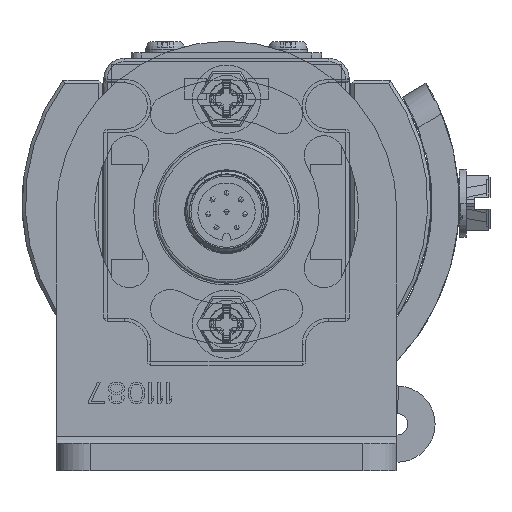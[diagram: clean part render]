
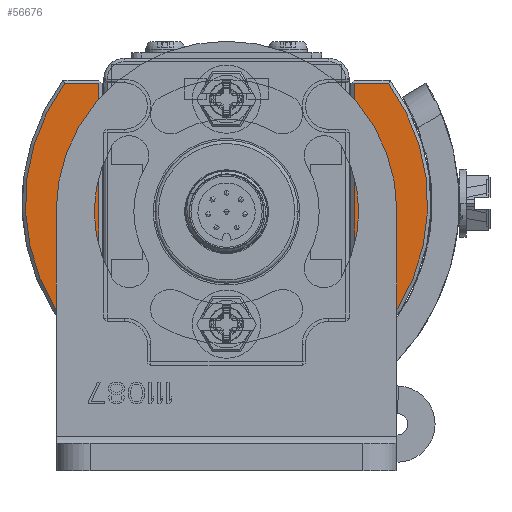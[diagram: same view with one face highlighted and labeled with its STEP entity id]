
A CAD part, front view. The second image highlights one B-rep face of the part: STEP entity #56676.
In plain terms, the highlighted face is planar.
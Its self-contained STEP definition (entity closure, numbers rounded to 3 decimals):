
#55661=DIRECTION('',(1.,0.,0.));
#55662=VECTOR('',#55661,37.);
#55663=CARTESIAN_POINT('',(-19.5,-18.75,-10.));
#55664=LINE('',#55663,#55662);
#55681=DIRECTION('',(0.,-1.,0.));
#55682=VECTOR('',#55681,4.999);
#55683=CARTESIAN_POINT('',(17.5,-18.75,-10.));
#55684=LINE('',#55683,#55682);
#55699=CARTESIAN_POINT('',(0.,0.,-10.));
#55700=DIRECTION('',(0.,0.,-1.));
#55701=DIRECTION('',(0.593,-0.805,0.));
#55702=AXIS2_PLACEMENT_3D('',#55699,#55700,#55701);
#56322=CARTESIAN_POINT('',(-19.5,15.25,-10.));
#56323=DIRECTION('',(0.,0.,1.));
#56324=DIRECTION('',(0.,1.,0.));
#56325=AXIS2_PLACEMENT_3D('',#56322,#56323,#56324);
#56327=DIRECTION('',(-1.,0.,0.));
#56328=VECTOR('',#56327,37.);
#56329=CARTESIAN_POINT('',(17.5,18.75,-10.));
#56330=LINE('',#56329,#56328);
#56343=DIRECTION('',(0.,-1.,0.));
#56344=VECTOR('',#56343,4.999);
#56345=CARTESIAN_POINT('',(17.5,23.749,-10.));
#56346=LINE('',#56345,#56344);
#56360=DIRECTION('',(0.,-1.,0.));
#56361=VECTOR('',#56360,30.5);
#56362=CARTESIAN_POINT('',(-23.,15.25,-10.));
#56363=LINE('',#56362,#56361);
#56381=CARTESIAN_POINT('',(-19.5,-15.25,-10.));
#56382=DIRECTION('',(0.,0.,1.));
#56383=DIRECTION('',(-1.,0.,0.));
#56384=AXIS2_PLACEMENT_3D('',#56381,#56382,#56383);
#56481=CARTESIAN_POINT('',(17.5,-23.749,-10.));
#56482=CARTESIAN_POINT('',(17.5,23.749,-10.));
#56483=VERTEX_POINT('',#56481);
#56484=VERTEX_POINT('',#56482);
#56485=CARTESIAN_POINT('',(17.5,18.75,-10.));
#56486=VERTEX_POINT('',#56485);
#56489=CARTESIAN_POINT('',(17.5,-18.75,-10.));
#56490=VERTEX_POINT('',#56489);
#56637=CARTESIAN_POINT('',(-19.5,18.75,-10.));
#56638=VERTEX_POINT('',#56637);
#56643=CARTESIAN_POINT('',(-23.,15.25,-10.));
#56644=VERTEX_POINT('',#56643);
#56645=CARTESIAN_POINT('',(-23.,-15.25,-10.));
#56646=VERTEX_POINT('',#56645);
#56651=CARTESIAN_POINT('',(-19.5,-18.75,-10.));
#56652=VERTEX_POINT('',#56651);
#56653=CARTESIAN_POINT('',(0.,0.,-10.));
#56654=DIRECTION('',(0.,0.,1.));
#56655=DIRECTION('',(1.,0.,0.));
#56656=AXIS2_PLACEMENT_3D('',#56653,#56654,#56655);
#56657=PLANE('',#56656);
#56659=ORIENTED_EDGE('',*,*,#56658,.F.);
#56661=ORIENTED_EDGE('',*,*,#56660,.F.);
#56663=ORIENTED_EDGE('',*,*,#56662,.F.);
#56665=ORIENTED_EDGE('',*,*,#56664,.F.);
#56667=ORIENTED_EDGE('',*,*,#56666,.F.);
#56669=ORIENTED_EDGE('',*,*,#56668,.F.);
#56671=ORIENTED_EDGE('',*,*,#56670,.F.);
#56673=ORIENTED_EDGE('',*,*,#56672,.F.);
#56674=EDGE_LOOP('',(#56659,#56661,#56663,#56665,#56667,#56669,#56671,#56673));
#56675=FACE_OUTER_BOUND('',#56674,.F.);
#56676=ADVANCED_FACE('',(#56675),#56657,.F.);
#55703=CIRCLE('',#55702,29.5);
#56326=CIRCLE('',#56325,3.5);
#56385=CIRCLE('',#56384,3.5);
#56658=EDGE_CURVE('',#56652,#56490,#55664,.T.);
#56660=EDGE_CURVE('',#56646,#56652,#56385,.T.);
#56662=EDGE_CURVE('',#56644,#56646,#56363,.T.);
#56664=EDGE_CURVE('',#56638,#56644,#56326,.T.);
#56666=EDGE_CURVE('',#56486,#56638,#56330,.T.);
#56668=EDGE_CURVE('',#56484,#56486,#56346,.T.);
#56670=EDGE_CURVE('',#56483,#56484,#55703,.T.);
#56672=EDGE_CURVE('',#56490,#56483,#55684,.T.);
